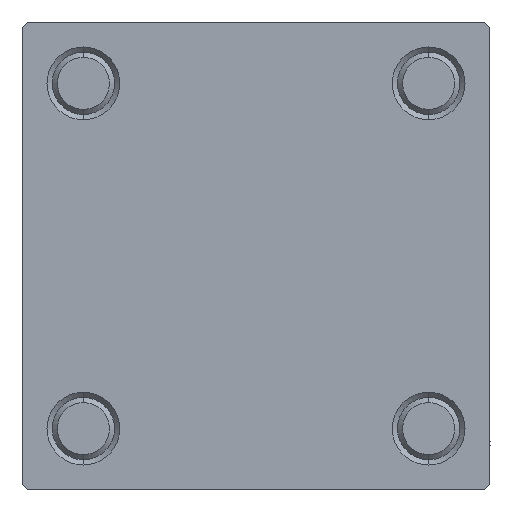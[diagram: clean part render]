
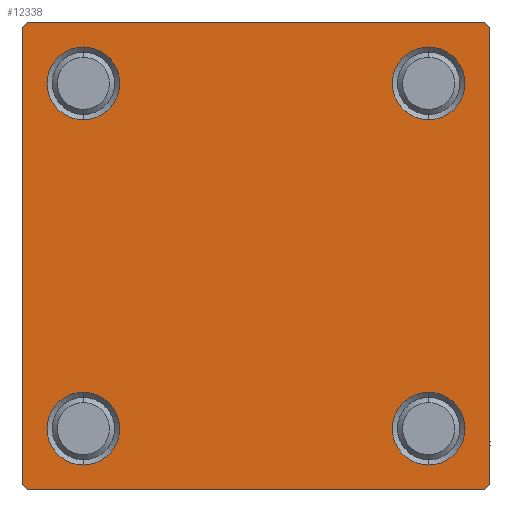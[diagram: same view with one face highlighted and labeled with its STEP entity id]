
A CAD part, left-side view. The second image highlights one B-rep face of the part: STEP entity #12338.
In plain terms, the highlighted planar face has unit normal (-1, 0, 0).
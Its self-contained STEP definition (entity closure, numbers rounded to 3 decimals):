
#266 = DIRECTION ( 'NONE',  ( 1., 0., 0. ) ) ;
#567 = DIRECTION ( 'NONE',  ( 0., -1., 0. ) ) ;
#1047 = VERTEX_POINT ( 'NONE', #32537 ) ;
#1121 = CARTESIAN_POINT ( 'NONE',  ( 0., -22.5, 22.5 ) ) ;
#1207 = EDGE_CURVE ( 'NONE', #34534, #36362, #22806, .T. ) ;
#1220 = CARTESIAN_POINT ( 'NONE',  ( 0., -22.5, 22. ) ) ;
#1608 = EDGE_LOOP ( 'NONE', ( #29856, #32363 ) ) ;
#1924 = ORIENTED_EDGE ( 'NONE', *, *, #40602, .T. ) ;
#2188 = CARTESIAN_POINT ( 'NONE',  ( 0., 16.6, 20.1 ) ) ;
#2256 = ORIENTED_EDGE ( 'NONE', *, *, #37489, .T. ) ;
#2550 = LINE ( 'NONE', #14678, #9235 ) ;
#2797 = DIRECTION ( 'NONE',  ( 1., 0., 0. ) ) ;
#3751 = DIRECTION ( 'NONE',  ( 1., 0., 0. ) ) ;
#3784 = LINE ( 'NONE', #49691, #9346 ) ;
#4346 = CARTESIAN_POINT ( 'NONE',  ( 0., 22.5, -22.5 ) ) ;
#4948 = CARTESIAN_POINT ( 'NONE',  ( 0., 22.5, -22. ) ) ;
#5082 = ORIENTED_EDGE ( 'NONE', *, *, #35731, .T. ) ;
#5318 = FACE_BOUND ( 'NONE', #1608, .T. ) ;
#5658 = VERTEX_POINT ( 'NONE', #27514 ) ;
#5717 = EDGE_LOOP ( 'NONE', ( #29995, #33846 ) ) ;
#6063 = FACE_BOUND ( 'NONE', #12469, .T. ) ;
#6367 = CARTESIAN_POINT ( 'NONE',  ( 0., 22.5, 22. ) ) ;
#6917 = CIRCLE ( 'NONE', #41576, 3.5 ) ;
#7472 = EDGE_LOOP ( 'NONE', ( #13412, #2256 ) ) ;
#7579 = CARTESIAN_POINT ( 'NONE',  ( 0., -16.6, -20.1 ) ) ;
#8430 = CIRCLE ( 'NONE', #11704, 3.5 ) ;
#8508 = VECTOR ( 'NONE', #567, 1000. ) ;
#9235 = VECTOR ( 'NONE', #14187, 1000. ) ;
#9299 = AXIS2_PLACEMENT_3D ( 'NONE', #22941, #38337, #49162 ) ;
#9346 = VECTOR ( 'NONE', #34830, 1000. ) ;
#9484 = LINE ( 'NONE', #32422, #36364 ) ;
#10095 = EDGE_CURVE ( 'NONE', #35419, #47682, #9484, .T. ) ;
#10733 = DIRECTION ( 'NONE',  ( 0., 0., 1. ) ) ;
#10736 = DIRECTION ( 'NONE',  ( 1., 0., 0. ) ) ;
#11213 = CARTESIAN_POINT ( 'NONE',  ( 0., -22.5, -22. ) ) ;
#11624 = CARTESIAN_POINT ( 'NONE',  ( 0., -22., -22.5 ) ) ;
#11704 = AXIS2_PLACEMENT_3D ( 'NONE', #14523, #266, #10733 ) ;
#12022 = VERTEX_POINT ( 'NONE', #45095 ) ;
#12338 = ADVANCED_FACE ( 'NONE', ( #5318, #6063, #43925, #17175, #40894 ), #28786, .T. ) ;
#12461 = VERTEX_POINT ( 'NONE', #45889 ) ;
#12469 = EDGE_LOOP ( 'NONE', ( #1924, #33642 ) ) ;
#13137 = DIRECTION ( 'NONE',  ( 0., 0., 1. ) ) ;
#13263 = VERTEX_POINT ( 'NONE', #38356 ) ;
#13412 = ORIENTED_EDGE ( 'NONE', *, *, #48251, .T. ) ;
#13436 = CARTESIAN_POINT ( 'NONE',  ( 0., 16.6, 16.6 ) ) ;
#14187 = DIRECTION ( 'NONE',  ( 0., -0.707, -0.707 ) ) ;
#14326 = VERTEX_POINT ( 'NONE', #7579 ) ;
#14523 = CARTESIAN_POINT ( 'NONE',  ( 0., 16.6, -16.6 ) ) ;
#14638 = VERTEX_POINT ( 'NONE', #23854 ) ;
#14678 = CARTESIAN_POINT ( 'NONE',  ( 0., 22.25, -22.25 ) ) ;
#14866 = CARTESIAN_POINT ( 'NONE',  ( 0., -22.25, 22.25 ) ) ;
#15108 = DIRECTION ( 'NONE',  ( 0., 0.707, 0.707 ) ) ;
#15294 = VERTEX_POINT ( 'NONE', #1220 ) ;
#15570 = CARTESIAN_POINT ( 'NONE',  ( 0., -16.6, -16.6 ) ) ;
#16059 = DIRECTION ( 'NONE',  ( 0., 0., 1. ) ) ;
#16721 = CARTESIAN_POINT ( 'NONE',  ( 0., 22.5, 22.5 ) ) ;
#17175 = FACE_BOUND ( 'NONE', #5717, .T. ) ;
#17805 = VERTEX_POINT ( 'NONE', #2188 ) ;
#18092 = EDGE_CURVE ( 'NONE', #17805, #13263, #27639, .T. ) ;
#18209 = DIRECTION ( 'NONE',  ( 0., 0., 1. ) ) ;
#18235 = AXIS2_PLACEMENT_3D ( 'NONE', #15570, #45352, #33773 ) ;
#19272 = CARTESIAN_POINT ( 'NONE',  ( 0., 22.25, 22.25 ) ) ;
#19821 = LINE ( 'NONE', #1121, #30185 ) ;
#19825 = VECTOR ( 'NONE', #32112, 1000. ) ;
#20734 = DIRECTION ( 'NONE',  ( 1., 0., 0. ) ) ;
#22806 = LINE ( 'NONE', #19272, #38220 ) ;
#22941 = CARTESIAN_POINT ( 'NONE',  ( 0., -16.6, 16.6 ) ) ;
#22968 = EDGE_CURVE ( 'NONE', #15294, #47682, #19821, .T. ) ;
#23095 = CARTESIAN_POINT ( 'NONE',  ( 0., 22., 22.5 ) ) ;
#23847 = DIRECTION ( 'NONE',  ( 0., 0., -1. ) ) ;
#23854 = CARTESIAN_POINT ( 'NONE',  ( 0., 16.6, -13.1 ) ) ;
#24854 = EDGE_CURVE ( 'NONE', #36362, #38444, #3784, .T. ) ;
#24867 = DIRECTION ( 'NONE',  ( 0., -0.707, 0.707 ) ) ;
#25333 = EDGE_CURVE ( 'NONE', #49334, #35419, #27829, .T. ) ;
#25512 = CIRCLE ( 'NONE', #39993, 3.5 ) ;
#25528 = EDGE_CURVE ( 'NONE', #38444, #49334, #2550, .T. ) ;
#26127 = DIRECTION ( 'NONE',  ( 0., 0., 1. ) ) ;
#26318 = EDGE_CURVE ( 'NONE', #34534, #12022, #47993, .T. ) ;
#26595 = DIRECTION ( 'NONE',  ( 0., 0.707, -0.707 ) ) ;
#26764 = ORIENTED_EDGE ( 'NONE', *, *, #22968, .F. ) ;
#26857 = ORIENTED_EDGE ( 'NONE', *, *, #10095, .T. ) ;
#27514 = CARTESIAN_POINT ( 'NONE',  ( 0., -16.6, 13.1 ) ) ;
#27639 = CIRCLE ( 'NONE', #30820, 3.5 ) ;
#27807 = CIRCLE ( 'NONE', #9299, 3.5 ) ;
#27829 = LINE ( 'NONE', #4346, #8508 ) ;
#28786 = PLANE ( 'NONE',  #41941 ) ;
#29137 = CARTESIAN_POINT ( 'NONE',  ( 0., 22., -22.5 ) ) ;
#29856 = ORIENTED_EDGE ( 'NONE', *, *, #37855, .T. ) ;
#29898 = ORIENTED_EDGE ( 'NONE', *, *, #25333, .T. ) ;
#29995 = ORIENTED_EDGE ( 'NONE', *, *, #18092, .T. ) ;
#30185 = VECTOR ( 'NONE', #23847, 1000. ) ;
#30280 = EDGE_CURVE ( 'NONE', #5658, #12461, #25512, .T. ) ;
#30820 = AXIS2_PLACEMENT_3D ( 'NONE', #13436, #2797, #18209 ) ;
#30941 = VERTEX_POINT ( 'NONE', #33319 ) ;
#30963 = VECTOR ( 'NONE', #15108, 1000. ) ;
#32112 = DIRECTION ( 'NONE',  ( 0., -1., 0. ) ) ;
#32314 = CARTESIAN_POINT ( 'NONE',  ( 0., 0., 0. ) ) ;
#32363 = ORIENTED_EDGE ( 'NONE', *, *, #30280, .T. ) ;
#32422 = CARTESIAN_POINT ( 'NONE',  ( 0., -22.25, -22.25 ) ) ;
#32537 = CARTESIAN_POINT ( 'NONE',  ( 0., -16.6, -13.1 ) ) ;
#32828 = ORIENTED_EDGE ( 'NONE', *, *, #26318, .F. ) ;
#33056 = CARTESIAN_POINT ( 'NONE',  ( 0., 16.6, -16.6 ) ) ;
#33319 = CARTESIAN_POINT ( 'NONE',  ( 0., 16.6, -20.1 ) ) ;
#33642 = ORIENTED_EDGE ( 'NONE', *, *, #39182, .T. ) ;
#33773 = DIRECTION ( 'NONE',  ( 0., 0., 1. ) ) ;
#33846 = ORIENTED_EDGE ( 'NONE', *, *, #44503, .T. ) ;
#34043 = LINE ( 'NONE', #14866, #30963 ) ;
#34534 = VERTEX_POINT ( 'NONE', #23095 ) ;
#34830 = DIRECTION ( 'NONE',  ( 0., 0., -1. ) ) ;
#35419 = VERTEX_POINT ( 'NONE', #11624 ) ;
#35731 = EDGE_CURVE ( 'NONE', #15294, #12022, #34043, .T. ) ;
#35851 = DIRECTION ( 'NONE',  ( 0., 0., 1. ) ) ;
#36348 = DIRECTION ( 'NONE',  ( 1., 0., 0. ) ) ;
#36362 = VERTEX_POINT ( 'NONE', #6367 ) ;
#36364 = VECTOR ( 'NONE', #24867, 1000. ) ;
#37245 = CARTESIAN_POINT ( 'NONE',  ( 0., -16.6, 16.6 ) ) ;
#37489 = EDGE_CURVE ( 'NONE', #30941, #14638, #8430, .T. ) ;
#37719 = CIRCLE ( 'NONE', #38501, 3.5 ) ;
#37855 = EDGE_CURVE ( 'NONE', #12461, #5658, #27807, .T. ) ;
#38220 = VECTOR ( 'NONE', #26595, 1000. ) ;
#38240 = ORIENTED_EDGE ( 'NONE', *, *, #24854, .T. ) ;
#38337 = DIRECTION ( 'NONE',  ( 1., 0., 0. ) ) ;
#38356 = CARTESIAN_POINT ( 'NONE',  ( 0., 16.6, 13.1 ) ) ;
#38444 = VERTEX_POINT ( 'NONE', #4948 ) ;
#38501 = AXIS2_PLACEMENT_3D ( 'NONE', #33056, #36348, #35851 ) ;
#39143 = CIRCLE ( 'NONE', #45594, 3.5 ) ;
#39182 = EDGE_CURVE ( 'NONE', #14326, #1047, #6917, .T. ) ;
#39900 = CARTESIAN_POINT ( 'NONE',  ( 0., -16.6, -16.6 ) ) ;
#39991 = CIRCLE ( 'NONE', #18235, 3.5 ) ;
#39993 = AXIS2_PLACEMENT_3D ( 'NONE', #37245, #10736, #26127 ) ;
#40602 = EDGE_CURVE ( 'NONE', #1047, #14326, #39991, .T. ) ;
#40894 = FACE_OUTER_BOUND ( 'NONE', #45839, .T. ) ;
#41576 = AXIS2_PLACEMENT_3D ( 'NONE', #39900, #20734, #48436 ) ;
#41663 = ORIENTED_EDGE ( 'NONE', *, *, #1207, .T. ) ;
#41941 = AXIS2_PLACEMENT_3D ( 'NONE', #32314, #44664, #13137 ) ;
#43925 = FACE_BOUND ( 'NONE', #7472, .T. ) ;
#43945 = ORIENTED_EDGE ( 'NONE', *, *, #25528, .T. ) ;
#44503 = EDGE_CURVE ( 'NONE', #13263, #17805, #39143, .T. ) ;
#44664 = DIRECTION ( 'NONE',  ( -1., 0., 0. ) ) ;
#45095 = CARTESIAN_POINT ( 'NONE',  ( 0., -22., 22.5 ) ) ;
#45352 = DIRECTION ( 'NONE',  ( 1., 0., 0. ) ) ;
#45594 = AXIS2_PLACEMENT_3D ( 'NONE', #49654, #3751, #16059 ) ;
#45839 = EDGE_LOOP ( 'NONE', ( #38240, #43945, #29898, #26857, #26764, #5082, #32828, #41663 ) ) ;
#45889 = CARTESIAN_POINT ( 'NONE',  ( 0., -16.6, 20.1 ) ) ;
#47682 = VERTEX_POINT ( 'NONE', #11213 ) ;
#47993 = LINE ( 'NONE', #16721, #19825 ) ;
#48251 = EDGE_CURVE ( 'NONE', #14638, #30941, #37719, .T. ) ;
#48436 = DIRECTION ( 'NONE',  ( 0., 0., 1. ) ) ;
#49162 = DIRECTION ( 'NONE',  ( 0., 0., 1. ) ) ;
#49334 = VERTEX_POINT ( 'NONE', #29137 ) ;
#49654 = CARTESIAN_POINT ( 'NONE',  ( 0., 16.6, 16.6 ) ) ;
#49691 = CARTESIAN_POINT ( 'NONE',  ( 0., 22.5, 22.5 ) ) ;
